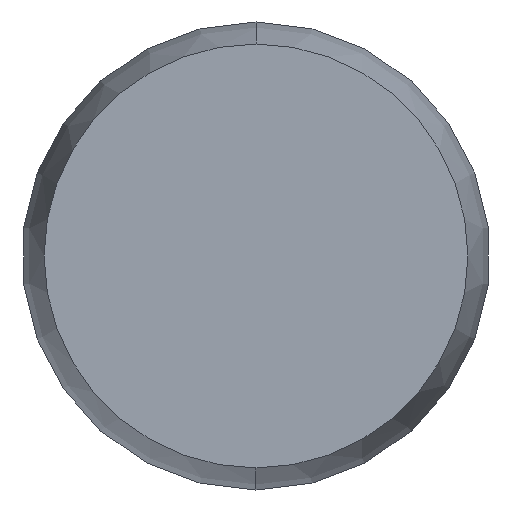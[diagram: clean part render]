
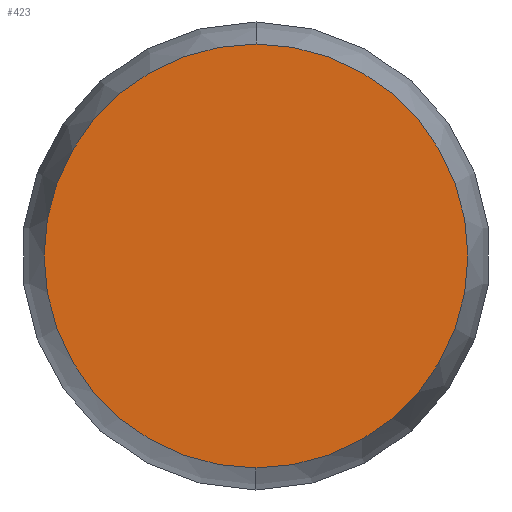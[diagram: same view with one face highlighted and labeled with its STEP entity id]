
A CAD part, left-side view. The second image highlights one B-rep face of the part: STEP entity #423.
In plain terms, the highlighted planar face has unit normal (-1, 0, 0).
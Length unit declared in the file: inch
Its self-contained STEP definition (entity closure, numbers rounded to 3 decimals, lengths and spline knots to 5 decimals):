
#85 = CARTESIAN_POINT ( 'NONE',  ( 0., 0., -0.01775 ) ) ;
#152 = AXIS2_PLACEMENT_3D ( 'NONE', #1238, #1231, #1224 ) ;
#165 = VERTEX_POINT ( 'NONE', #600 ) ;
#235 = EDGE_CURVE ( 'NONE', #165, #1764, #1765, .T. ) ;
#280 = FACE_OUTER_BOUND ( 'NONE', #639, .T. ) ;
#312 = EDGE_CURVE ( 'NONE', #1764, #165, #540, .T. ) ;
#423 = ADVANCED_FACE ( 'NONE', ( #280 ), #1355, .F. ) ;
#463 = AXIS2_PLACEMENT_3D ( 'NONE', #1343, #1375, #1407 ) ;
#525 = ORIENTED_EDGE ( 'NONE', *, *, #312, .T. ) ;
#540 = CIRCLE ( 'NONE', #463, 0.01775 ) ;
#590 = ORIENTED_EDGE ( 'NONE', *, *, #235, .T. ) ;
#600 = CARTESIAN_POINT ( 'NONE',  ( 0., 0., 0.01775 ) ) ;
#639 = EDGE_LOOP ( 'NONE', ( #590, #525 ) ) ;
#805 = AXIS2_PLACEMENT_3D ( 'NONE', #1143, #1124, #1129 ) ;
#1124 = DIRECTION ( 'NONE',  ( -1., 0., 0. ) ) ;
#1129 = DIRECTION ( 'NONE',  ( 0., 0., 1. ) ) ;
#1143 = CARTESIAN_POINT ( 'NONE',  ( 0., 0., 0. ) ) ;
#1224 = DIRECTION ( 'NONE',  ( 0., 0., -1. ) ) ;
#1231 = DIRECTION ( 'NONE',  ( 1., 0., 0. ) ) ;
#1238 = CARTESIAN_POINT ( 'NONE',  ( 0., 0.01775, 0. ) ) ;
#1343 = CARTESIAN_POINT ( 'NONE',  ( 0., 0., 0. ) ) ;
#1355 = PLANE ( 'NONE',  #152 ) ;
#1375 = DIRECTION ( 'NONE',  ( -1., 0., 0. ) ) ;
#1407 = DIRECTION ( 'NONE',  ( 0., 0., 1. ) ) ;
#1764 = VERTEX_POINT ( 'NONE', #85 ) ;
#1765 = CIRCLE ( 'NONE', #805, 0.01775 ) ;
